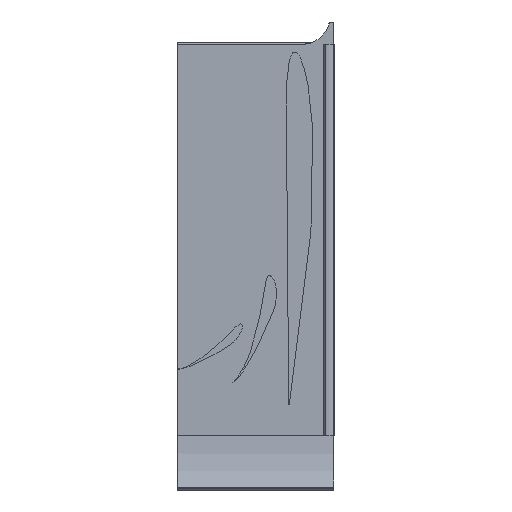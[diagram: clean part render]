
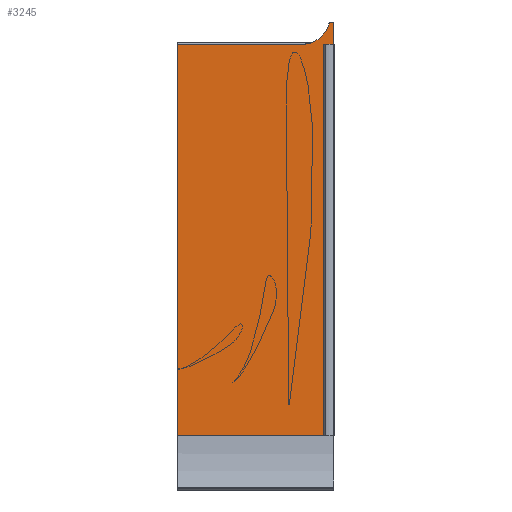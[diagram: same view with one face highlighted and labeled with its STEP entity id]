
A CAD part, left-side view. The second image highlights one B-rep face of the part: STEP entity #3245.
In plain terms, the highlighted planar face has unit normal (-1, 0, 0).
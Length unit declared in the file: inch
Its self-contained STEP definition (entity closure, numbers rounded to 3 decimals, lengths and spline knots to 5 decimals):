
#9 = AXIS2_PLACEMENT_3D ( 'NONE', #3046, #1280, #1937 ) ;
#25 = DIRECTION ( 'NONE',  ( 0., 0., 1. ) ) ;
#28 = EDGE_CURVE ( 'NONE', #3573, #2662, #2822, .T. ) ;
#80 = ORIENTED_EDGE ( 'NONE', *, *, #28, .T. ) ;
#179 = LINE ( 'NONE', #3305, #1602 ) ;
#208 = AXIS2_PLACEMENT_3D ( 'NONE', #1354, #2293, #25 ) ;
#265 = VERTEX_POINT ( 'NONE', #2450 ) ;
#325 = CARTESIAN_POINT ( 'NONE',  ( -26.30971, 1.01184, 65.48749 ) ) ;
#450 = DIRECTION ( 'NONE',  ( 1., 0., 0. ) ) ;
#475 = VECTOR ( 'NONE', #2895, 39.37008 ) ;
#523 = CARTESIAN_POINT ( 'NONE',  ( -26.30971, 0.88324, 65.45264 ) ) ;
#524 = ORIENTED_EDGE ( 'NONE', *, *, #1571, .T. ) ;
#556 = EDGE_CURVE ( 'NONE', #2357, #3481, #1056, .T. ) ;
#572 = LINE ( 'NONE', #3044, #2344 ) ;
#600 = CARTESIAN_POINT ( 'NONE',  ( -26.30971, 8.75, 64.45264 ) ) ;
#605 = EDGE_CURVE ( 'NONE', #1971, #265, #2230, .T. ) ;
#749 = DIRECTION ( 'NONE',  ( 0., -1., 0. ) ) ;
#762 = DIRECTION ( 'NONE',  ( -1., 0., 0. ) ) ;
#776 = DIRECTION ( 'NONE',  ( 0., 0., -1. ) ) ;
#792 = DIRECTION ( 'NONE',  ( 0., 0., 1. ) ) ;
#819 = DIRECTION ( 'NONE',  ( 0., -1., 0. ) ) ;
#825 = EDGE_CURVE ( 'NONE', #2662, #1971, #572, .T. ) ;
#829 = PLANE ( 'NONE',  #9 ) ;
#983 = CARTESIAN_POINT ( 'NONE',  ( -26.30971, 8.75, 64.45264 ) ) ;
#1056 = LINE ( 'NONE', #2121, #2168 ) ;
#1145 = LINE ( 'NONE', #2846, #475 ) ;
#1164 = EDGE_CURVE ( 'NONE', #1821, #3481, #2345, .T. ) ;
#1277 = DIRECTION ( 'NONE',  ( 0., -1., 0. ) ) ;
#1280 = DIRECTION ( 'NONE',  ( -1., 0., 0. ) ) ;
#1354 = CARTESIAN_POINT ( 'NONE',  ( -26.30971, 0.88324, 65.45264 ) ) ;
#1360 = CARTESIAN_POINT ( 'NONE',  ( -26.30971, 8.75, 44.45264 ) ) ;
#1469 = ORIENTED_EDGE ( 'NONE', *, *, #3355, .T. ) ;
#1503 = CARTESIAN_POINT ( 'NONE',  ( -26.30971, 8.75, 64.45264 ) ) ;
#1558 = AXIS2_PLACEMENT_3D ( 'NONE', #3281, #450, #1885 ) ;
#1571 = EDGE_CURVE ( 'NONE', #265, #1821, #2165, .T. ) ;
#1601 = CARTESIAN_POINT ( 'NONE',  ( -26.30971, 0.88965, 44.45264 ) ) ;
#1602 = VECTOR ( 'NONE', #749, 39.37008 ) ;
#1630 = LINE ( 'NONE', #983, #2908 ) ;
#1814 = CARTESIAN_POINT ( 'NONE',  ( -26.30971, 0.75, 64.45264 ) ) ;
#1821 = VERTEX_POINT ( 'NONE', #325 ) ;
#1865 = EDGE_LOOP ( 'NONE', ( #2558, #80, #3053, #1952, #524, #2757, #1924, #1469, #1996 ) ) ;
#1885 = DIRECTION ( 'NONE',  ( 0., 0., -1. ) ) ;
#1902 = DIRECTION ( 'NONE',  ( 0., 0., 1. ) ) ;
#1924 = ORIENTED_EDGE ( 'NONE', *, *, #556, .F. ) ;
#1925 = AXIS2_PLACEMENT_3D ( 'NONE', #523, #762, #1902 ) ;
#1937 = DIRECTION ( 'NONE',  ( 0., 0., 1. ) ) ;
#1952 = ORIENTED_EDGE ( 'NONE', *, *, #605, .T. ) ;
#1971 = VERTEX_POINT ( 'NONE', #2961 ) ;
#1996 = ORIENTED_EDGE ( 'NONE', *, *, #2874, .T. ) ;
#2121 = CARTESIAN_POINT ( 'NONE',  ( -26.30971, 8.75, 64.45264 ) ) ;
#2165 = CIRCLE ( 'NONE', #1925, 0.13324 ) ;
#2168 = VECTOR ( 'NONE', #1277, 39.37008 ) ;
#2230 = CIRCLE ( 'NONE', #208, 0.13324 ) ;
#2293 = DIRECTION ( 'NONE',  ( -1., 0., 0. ) ) ;
#2344 = VECTOR ( 'NONE', #792, 39.37008 ) ;
#2345 = CIRCLE ( 'NONE', #1558, 1.40845 ) ;
#2357 = VERTEX_POINT ( 'NONE', #1503 ) ;
#2410 = FACE_OUTER_BOUND ( 'NONE', #1865, .T. ) ;
#2450 = CARTESIAN_POINT ( 'NONE',  ( -26.30971, 0.88324, 65.58588 ) ) ;
#2558 = ORIENTED_EDGE ( 'NONE', *, *, #3467, .F. ) ;
#2568 = CARTESIAN_POINT ( 'NONE',  ( -26.30971, 0.88965, 64.45264 ) ) ;
#2585 = CARTESIAN_POINT ( 'NONE',  ( -26.30971, 2.25, 64.45264 ) ) ;
#2640 = VECTOR ( 'NONE', #819, 39.37008 ) ;
#2662 = VERTEX_POINT ( 'NONE', #1814 ) ;
#2757 = ORIENTED_EDGE ( 'NONE', *, *, #1164, .T. ) ;
#2822 = LINE ( 'NONE', #600, #2640 ) ;
#2846 = CARTESIAN_POINT ( 'NONE',  ( -26.30971, 0.88965, 44.44264 ) ) ;
#2874 = EDGE_CURVE ( 'NONE', #2896, #2916, #179, .T. ) ;
#2895 = DIRECTION ( 'NONE',  ( 0., 0., -1. ) ) ;
#2896 = VERTEX_POINT ( 'NONE', #1360 ) ;
#2908 = VECTOR ( 'NONE', #776, 39.37008 ) ;
#2916 = VERTEX_POINT ( 'NONE', #1601 ) ;
#2961 = CARTESIAN_POINT ( 'NONE',  ( -26.30971, 0.75, 65.45264 ) ) ;
#3044 = CARTESIAN_POINT ( 'NONE',  ( -26.30971, 0.75, 64.45264 ) ) ;
#3046 = CARTESIAN_POINT ( 'NONE',  ( -26.30971, 8.75, 64.45264 ) ) ;
#3053 = ORIENTED_EDGE ( 'NONE', *, *, #825, .T. ) ;
#3245 = ADVANCED_FACE ( 'NONE', ( #2410 ), #829, .T. ) ;
#3281 = CARTESIAN_POINT ( 'NONE',  ( -26.30971, 2.37126, 65.85586 ) ) ;
#3305 = CARTESIAN_POINT ( 'NONE',  ( -26.30971, 8.75, 44.45264 ) ) ;
#3355 = EDGE_CURVE ( 'NONE', #2357, #2896, #1630, .T. ) ;
#3467 = EDGE_CURVE ( 'NONE', #3573, #2916, #1145, .T. ) ;
#3481 = VERTEX_POINT ( 'NONE', #2585 ) ;
#3573 = VERTEX_POINT ( 'NONE', #2568 ) ;
